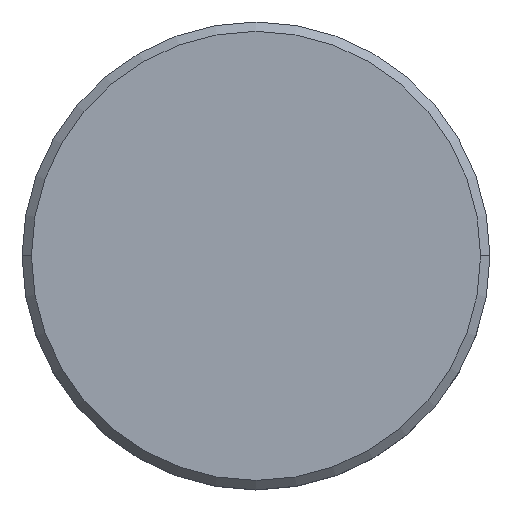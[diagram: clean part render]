
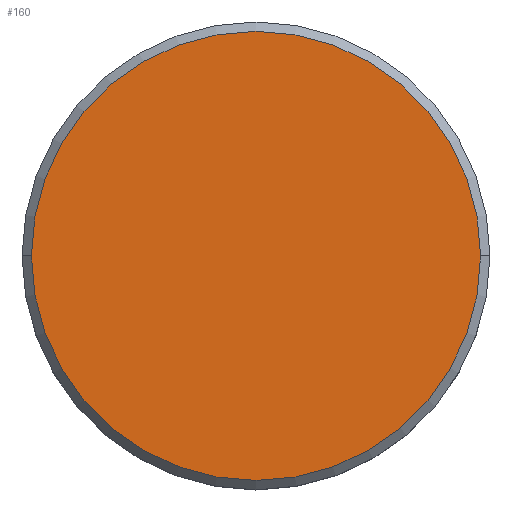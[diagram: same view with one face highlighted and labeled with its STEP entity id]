
A CAD part, top view. The second image highlights one B-rep face of the part: STEP entity #160.
In plain terms, the highlighted planar face has unit normal (0, 0, 1).
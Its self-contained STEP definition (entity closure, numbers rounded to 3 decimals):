
#76 = CARTESIAN_POINT ( 'NONE',  ( 0., 0., 0. ) ) ;
#123 = EDGE_LOOP ( 'NONE', ( #594, #458 ) ) ;
#137 = EDGE_CURVE ( 'NONE', #1049, #1064, #343, .T. ) ;
#160 = ADVANCED_FACE ( 'NONE', ( #644 ), #920, .T. ) ;
#168 = DIRECTION ( 'NONE',  ( 1., 0., 0. ) ) ;
#287 = CARTESIAN_POINT ( 'NONE',  ( 0., 0., 0. ) ) ;
#343 = CIRCLE ( 'NONE', #835, 12. ) ;
#360 = CIRCLE ( 'NONE', #1039, 12. ) ;
#392 = DIRECTION ( 'NONE',  ( 1., 0., 0. ) ) ;
#443 = CARTESIAN_POINT ( 'NONE',  ( -12., 0., 0. ) ) ;
#458 = ORIENTED_EDGE ( 'NONE', *, *, #137, .T. ) ;
#465 = DIRECTION ( 'NONE',  ( 0., 0., 1. ) ) ;
#530 = CARTESIAN_POINT ( 'NONE',  ( 12., 0., 0. ) ) ;
#594 = ORIENTED_EDGE ( 'NONE', *, *, #1157, .T. ) ;
#619 = DIRECTION ( 'NONE',  ( 0., 0., 1. ) ) ;
#644 = FACE_OUTER_BOUND ( 'NONE', #123, .T. ) ;
#703 = DIRECTION ( 'NONE',  ( 1., 0., 0. ) ) ;
#711 = CARTESIAN_POINT ( 'NONE',  ( 0., 0., 0. ) ) ;
#808 = DIRECTION ( 'NONE',  ( 0., 0., 1. ) ) ;
#835 = AXIS2_PLACEMENT_3D ( 'NONE', #711, #619, #168 ) ;
#920 = PLANE ( 'NONE',  #1079 ) ;
#1039 = AXIS2_PLACEMENT_3D ( 'NONE', #287, #465, #392 ) ;
#1049 = VERTEX_POINT ( 'NONE', #530 ) ;
#1064 = VERTEX_POINT ( 'NONE', #443 ) ;
#1079 = AXIS2_PLACEMENT_3D ( 'NONE', #76, #808, #703 ) ;
#1157 = EDGE_CURVE ( 'NONE', #1064, #1049, #360, .T. ) ;
